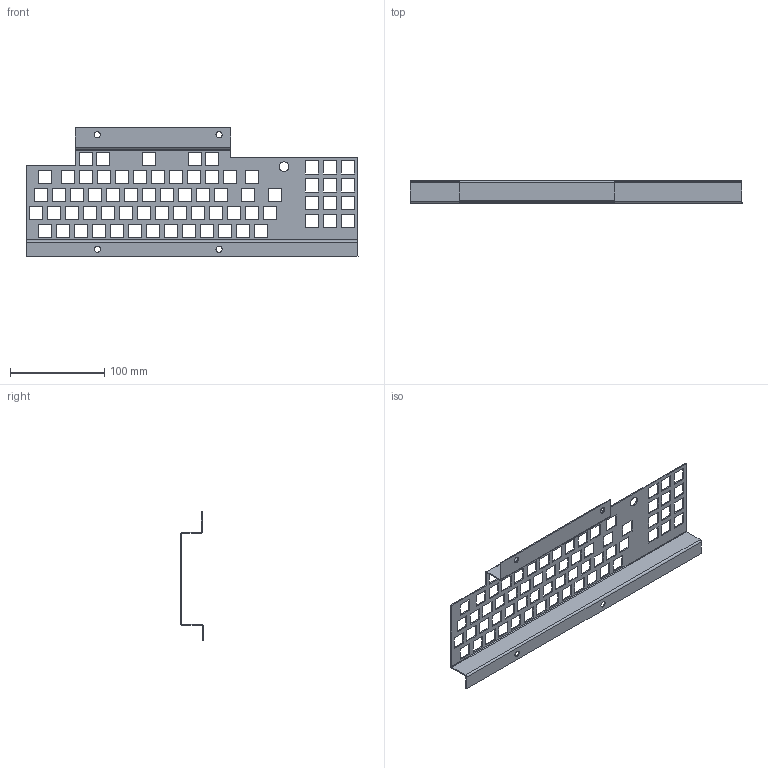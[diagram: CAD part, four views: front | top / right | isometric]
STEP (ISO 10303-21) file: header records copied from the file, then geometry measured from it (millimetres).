
FILE_DESCRIPTION(/* description */ (''),/* implementation_level */ '2;1');
FILE_NAME(/* name */ 'TRS-80 Model I - Keyboard Shield MX v22.step',/* time_stamp */ '2024-04-13T23:50:05-07:00',/* author */ (''),/* organization */ (''),/* preprocessor_version */ 'ST-DEVELOPER v20',/* originating_system */ 'Autodesk Translation Framework v12.20.1.177',/* authorisation */ '');
FILE_SCHEMA (('AUTOMOTIVE_DESIGN { 1 0 10303 214 3 1 1 }'));
Length unit declared in the file: millimetre
Products named in the file (2): TRS-80 Model I - Keyboard Shield MX; Keyboard_Shield_Metal
Assembly tree (1 placements, depth 2):
  TRS-80 Model I - Keyboard Shield MX
    Keyboard_Shield_Metal
Bounding box: 352.3 x 24 x 136.56 mm (x, y, z)
Volume: 47904.8 mm3; surface area: 84647.7 mm2
Topology: 1 solids, 1 shells, 323 faces, 931 edges, 610 vertices
Faces by surface type: plane 309, cylinder 13, bspline 1
Full cylindrical faces by diameter (mm): 6.5 x4, 10.2 x1
Entity records: 10726 total; most frequent: CARTESIAN_POINT 1898, ORIENTED_EDGE 1862, DIRECTION 1603, EDGE_CURVE 931, LINE 905, VECTOR 905, VERTEX_POINT 610, EDGE_LOOP 471
